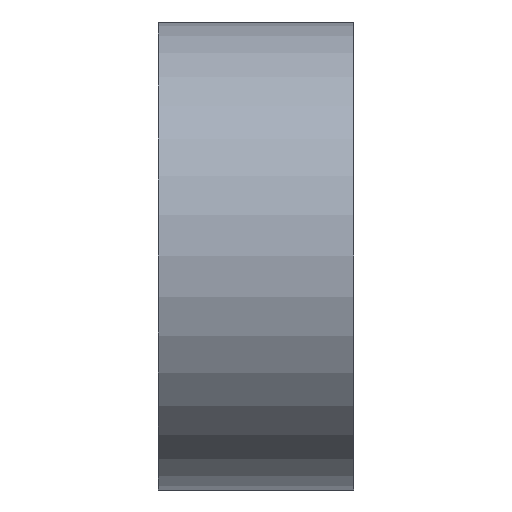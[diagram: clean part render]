
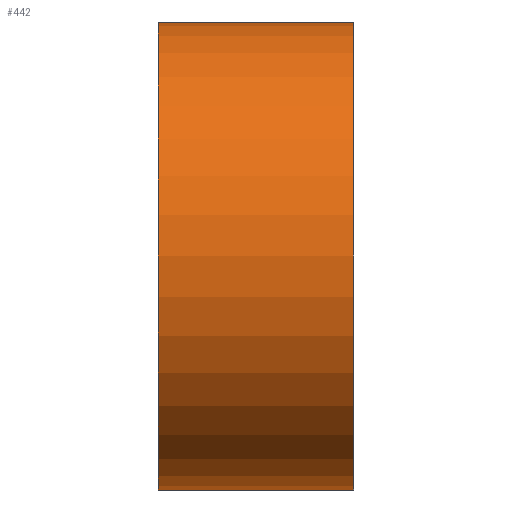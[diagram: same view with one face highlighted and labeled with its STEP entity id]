
A CAD part, left-side view. The second image highlights one B-rep face of the part: STEP entity #442.
In plain terms, the highlighted cylindrical face has radius 3.6 mm (diameter 7.2 mm), a partial arc.
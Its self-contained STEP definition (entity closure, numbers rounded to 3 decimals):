
#18 = CARTESIAN_POINT ( 'NONE',  ( -34.125, 3., -3.6 ) ) ;
#29 = CARTESIAN_POINT ( 'NONE',  ( -34.125, 0., 0. ) ) ;
#49 = EDGE_CURVE ( 'NONE', #121, #316, #483, .T. ) ;
#85 = DIRECTION ( 'NONE',  ( 0., 1., 0. ) ) ;
#121 = VERTEX_POINT ( 'NONE', #632 ) ;
#122 = DIRECTION ( 'NONE',  ( 0., -1., 0. ) ) ;
#160 = DIRECTION ( 'NONE',  ( 0., 1., 0. ) ) ;
#168 = VECTOR ( 'NONE', #340, 1000. ) ;
#169 = DIRECTION ( 'NONE',  ( 0., 0., 1. ) ) ;
#175 = CYLINDRICAL_SURFACE ( 'NONE', #274, 3.6 ) ;
#180 = DIRECTION ( 'NONE',  ( 0., -1., 0. ) ) ;
#225 = CARTESIAN_POINT ( 'NONE',  ( -34.125, 3., 0. ) ) ;
#231 = EDGE_CURVE ( 'NONE', #509, #121, #350, .T. ) ;
#239 = ORIENTED_EDGE ( 'NONE', *, *, #388, .F. ) ;
#251 = EDGE_LOOP ( 'NONE', ( #500, #239, #282, #272 ) ) ;
#272 = ORIENTED_EDGE ( 'NONE', *, *, #49, .T. ) ;
#274 = AXIS2_PLACEMENT_3D ( 'NONE', #225, #180, #313 ) ;
#282 = ORIENTED_EDGE ( 'NONE', *, *, #231, .T. ) ;
#297 = CARTESIAN_POINT ( 'NONE',  ( -34.125, 3., -3.6 ) ) ;
#313 = DIRECTION ( 'NONE',  ( 0., 0., -1. ) ) ;
#316 = VERTEX_POINT ( 'NONE', #542 ) ;
#329 = FACE_OUTER_BOUND ( 'NONE', #251, .T. ) ;
#340 = DIRECTION ( 'NONE',  ( 0., -1., 0. ) ) ;
#350 = LINE ( 'NONE', #297, #168 ) ;
#353 = AXIS2_PLACEMENT_3D ( 'NONE', #29, #85, #363 ) ;
#355 = CIRCLE ( 'NONE', #443, 3.6 ) ;
#363 = DIRECTION ( 'NONE',  ( 0., 0., 1. ) ) ;
#371 = VECTOR ( 'NONE', #122, 1000. ) ;
#388 = EDGE_CURVE ( 'NONE', #509, #454, #355, .T. ) ;
#442 = ADVANCED_FACE ( 'NONE', ( #329 ), #175, .T. ) ;
#443 = AXIS2_PLACEMENT_3D ( 'NONE', #494, #160, #169 ) ;
#448 = CARTESIAN_POINT ( 'NONE',  ( -34.125, 3., 3.6 ) ) ;
#454 = VERTEX_POINT ( 'NONE', #455 ) ;
#455 = CARTESIAN_POINT ( 'NONE',  ( -34.125, 3., 3.6 ) ) ;
#483 = CIRCLE ( 'NONE', #353, 3.6 ) ;
#494 = CARTESIAN_POINT ( 'NONE',  ( -34.125, 3., 0. ) ) ;
#496 = LINE ( 'NONE', #448, #371 ) ;
#500 = ORIENTED_EDGE ( 'NONE', *, *, #525, .F. ) ;
#509 = VERTEX_POINT ( 'NONE', #18 ) ;
#525 = EDGE_CURVE ( 'NONE', #454, #316, #496, .T. ) ;
#542 = CARTESIAN_POINT ( 'NONE',  ( -34.125, 0., 3.6 ) ) ;
#632 = CARTESIAN_POINT ( 'NONE',  ( -34.125, 0., -3.6 ) ) ;
